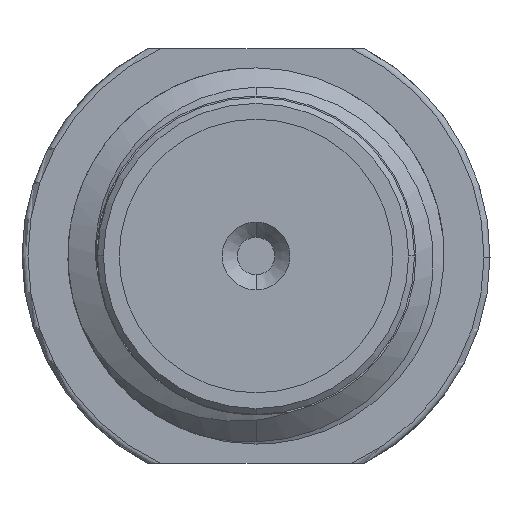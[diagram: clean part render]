
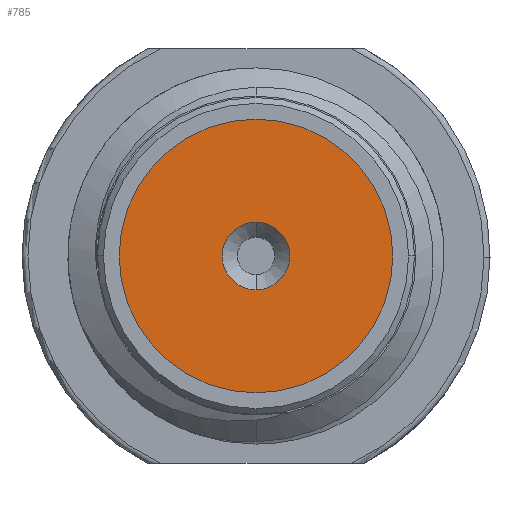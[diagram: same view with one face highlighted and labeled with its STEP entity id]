
A CAD part, left-side view. The second image highlights one B-rep face of the part: STEP entity #785.
In plain terms, the highlighted planar face has unit normal (-1, 0, 0).
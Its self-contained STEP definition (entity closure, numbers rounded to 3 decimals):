
#157 = CARTESIAN_POINT ( 'NONE',  ( 1.95, 2.31, 0. ) ) ;
#173 = CARTESIAN_POINT ( 'NONE',  ( 1.95, 0., 0.571 ) ) ;
#306 = CARTESIAN_POINT ( 'NONE',  ( 1.95, 0., 0. ) ) ;
#525 = DIRECTION ( 'NONE',  ( 0., 0., 1. ) ) ;
#669 = EDGE_LOOP ( 'NONE', ( #3355, #4840 ) ) ;
#702 = ORIENTED_EDGE ( 'NONE', *, *, #2459, .T. ) ;
#722 = EDGE_LOOP ( 'NONE', ( #2518, #702 ) ) ;
#766 = CARTESIAN_POINT ( 'NONE',  ( 1.95, 0., 0. ) ) ;
#785 = ADVANCED_FACE ( 'NONE', ( #1808, #4998 ), #4227, .T. ) ;
#917 = CARTESIAN_POINT ( 'NONE',  ( 1.95, -2.31, 0. ) ) ;
#1258 = DIRECTION ( 'NONE',  ( -1., 0., 0. ) ) ;
#1295 = AXIS2_PLACEMENT_3D ( 'NONE', #2566, #1258, #4170 ) ;
#1343 = VERTEX_POINT ( 'NONE', #157 ) ;
#1388 = DIRECTION ( 'NONE',  ( -1., 0., 0. ) ) ;
#1463 = AXIS2_PLACEMENT_3D ( 'NONE', #306, #4783, #2717 ) ;
#1515 = AXIS2_PLACEMENT_3D ( 'NONE', #766, #1546, #4416 ) ;
#1546 = DIRECTION ( 'NONE',  ( 1., 0., 0. ) ) ;
#1648 = CARTESIAN_POINT ( 'NONE',  ( 1.95, 0., -0.571 ) ) ;
#1808 = FACE_BOUND ( 'NONE', #722, .T. ) ;
#1888 = CIRCLE ( 'NONE', #1463, 2.31 ) ;
#2459 = EDGE_CURVE ( 'NONE', #2765, #4571, #3644, .T. ) ;
#2518 = ORIENTED_EDGE ( 'NONE', *, *, #4760, .T. ) ;
#2566 = CARTESIAN_POINT ( 'NONE',  ( 1.95, 0., 0. ) ) ;
#2717 = DIRECTION ( 'NONE',  ( 0., 0., 1. ) ) ;
#2718 = EDGE_CURVE ( 'NONE', #4940, #1343, #3382, .T. ) ;
#2765 = VERTEX_POINT ( 'NONE', #1648 ) ;
#2896 = AXIS2_PLACEMENT_3D ( 'NONE', #5164, #3204, #5190 ) ;
#3204 = DIRECTION ( 'NONE',  ( 1., 0., 0. ) ) ;
#3213 = AXIS2_PLACEMENT_3D ( 'NONE', #5048, #1388, #525 ) ;
#3350 = CIRCLE ( 'NONE', #1515, 0.571 ) ;
#3355 = ORIENTED_EDGE ( 'NONE', *, *, #3434, .T. ) ;
#3382 = CIRCLE ( 'NONE', #1295, 2.31 ) ;
#3434 = EDGE_CURVE ( 'NONE', #1343, #4940, #1888, .T. ) ;
#3644 = CIRCLE ( 'NONE', #2896, 0.571 ) ;
#4170 = DIRECTION ( 'NONE',  ( 0., 0., 1. ) ) ;
#4227 = PLANE ( 'NONE',  #3213 ) ;
#4416 = DIRECTION ( 'NONE',  ( 0., 0., 1. ) ) ;
#4571 = VERTEX_POINT ( 'NONE', #173 ) ;
#4760 = EDGE_CURVE ( 'NONE', #4571, #2765, #3350, .T. ) ;
#4783 = DIRECTION ( 'NONE',  ( -1., 0., 0. ) ) ;
#4840 = ORIENTED_EDGE ( 'NONE', *, *, #2718, .T. ) ;
#4940 = VERTEX_POINT ( 'NONE', #917 ) ;
#4998 = FACE_OUTER_BOUND ( 'NONE', #669, .T. ) ;
#5048 = CARTESIAN_POINT ( 'NONE',  ( 1.95, 0., 0. ) ) ;
#5164 = CARTESIAN_POINT ( 'NONE',  ( 1.95, 0., 0. ) ) ;
#5190 = DIRECTION ( 'NONE',  ( 0., 0., 1. ) ) ;
